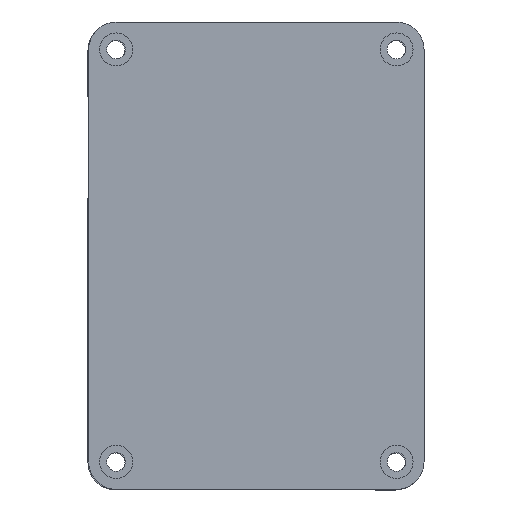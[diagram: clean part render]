
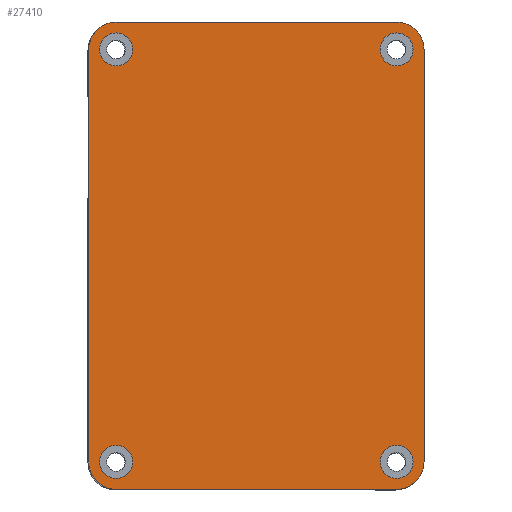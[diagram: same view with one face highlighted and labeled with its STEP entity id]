
A CAD part, front view. The second image highlights one B-rep face of the part: STEP entity #27410.
In plain terms, the highlighted planar face has unit normal (0, -1, 0).
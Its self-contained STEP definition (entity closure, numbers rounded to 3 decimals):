
#798=CIRCLE('',#29083,5.);
#806=CIRCLE('',#29094,5.);
#807=CIRCLE('',#29097,5.);
#808=CIRCLE('',#29100,5.);
#810=CIRCLE('',#29110,3.);
#812=CIRCLE('',#29113,3.);
#814=CIRCLE('',#29116,3.);
#816=CIRCLE('',#29119,3.);
#1314=FACE_BOUND('',#4303,.T.);
#1315=FACE_BOUND('',#4304,.T.);
#1316=FACE_BOUND('',#4305,.T.);
#1317=FACE_BOUND('',#4306,.T.);
#1579=PLANE('',#29122);
#2705=FACE_OUTER_BOUND('',#4302,.T.);
#4302=EDGE_LOOP('',(#20311,#20312,#20313,#20314,#20315,#20316,#20317,#20318));
#4303=EDGE_LOOP('',(#20319));
#4304=EDGE_LOOP('',(#20320));
#4305=EDGE_LOOP('',(#20321));
#4306=EDGE_LOOP('',(#20322));
#6159=LINE('',#40978,#9019);
#6172=LINE('',#41019,#9032);
#6175=LINE('',#41027,#9035);
#6177=LINE('',#41033,#9037);
#9019=VECTOR('',#31509,10.);
#9032=VECTOR('',#31544,10.);
#9035=VECTOR('',#31553,10.);
#9037=VECTOR('',#31561,10.);
#12565=VERTEX_POINT('',#40960);
#12566=VERTEX_POINT('',#40962);
#12572=VERTEX_POINT('',#40976);
#12588=VERTEX_POINT('',#41013);
#12589=VERTEX_POINT('',#41017);
#12590=VERTEX_POINT('',#41021);
#12591=VERTEX_POINT('',#41025);
#12592=VERTEX_POINT('',#41029);
#12600=VERTEX_POINT('',#41061);
#12602=VERTEX_POINT('',#41067);
#12604=VERTEX_POINT('',#41073);
#12606=VERTEX_POINT('',#41079);
#15457=EDGE_CURVE('',#12565,#12566,#798,.T.);
#15465=EDGE_CURVE('',#12565,#12572,#6159,.T.);
#15484=EDGE_CURVE('',#12588,#12572,#806,.T.);
#15486=EDGE_CURVE('',#12588,#12589,#6172,.T.);
#15488=EDGE_CURVE('',#12590,#12589,#807,.T.);
#15490=EDGE_CURVE('',#12590,#12591,#6175,.T.);
#15492=EDGE_CURVE('',#12592,#12591,#808,.T.);
#15493=EDGE_CURVE('',#12592,#12566,#6177,.T.);
#15508=EDGE_CURVE('',#12600,#12600,#810,.T.);
#15511=EDGE_CURVE('',#12602,#12602,#812,.T.);
#15514=EDGE_CURVE('',#12604,#12604,#814,.T.);
#15517=EDGE_CURVE('',#12606,#12606,#816,.T.);
#20311=ORIENTED_EDGE('',*,*,#15457,.F.);
#20312=ORIENTED_EDGE('',*,*,#15465,.T.);
#20313=ORIENTED_EDGE('',*,*,#15484,.F.);
#20314=ORIENTED_EDGE('',*,*,#15486,.T.);
#20315=ORIENTED_EDGE('',*,*,#15488,.F.);
#20316=ORIENTED_EDGE('',*,*,#15490,.T.);
#20317=ORIENTED_EDGE('',*,*,#15492,.F.);
#20318=ORIENTED_EDGE('',*,*,#15493,.T.);
#20319=ORIENTED_EDGE('',*,*,#15517,.F.);
#20320=ORIENTED_EDGE('',*,*,#15514,.F.);
#20321=ORIENTED_EDGE('',*,*,#15511,.F.);
#20322=ORIENTED_EDGE('',*,*,#15508,.F.);
#27410=ADVANCED_FACE('',(#2705,#1314,#1315,#1316,#1317),#1579,.F.);
#29083=AXIS2_PLACEMENT_3D('',#40963,#31498,#31499);
#29094=AXIS2_PLACEMENT_3D('',#41015,#31539,#31540);
#29097=AXIS2_PLACEMENT_3D('',#41023,#31548,#31549);
#29100=AXIS2_PLACEMENT_3D('',#41031,#31557,#31558);
#29110=AXIS2_PLACEMENT_3D('',#41063,#31591,#31592);
#29113=AXIS2_PLACEMENT_3D('',#41069,#31598,#31599);
#29116=AXIS2_PLACEMENT_3D('',#41075,#31605,#31606);
#29119=AXIS2_PLACEMENT_3D('',#41081,#31612,#31613);
#29122=AXIS2_PLACEMENT_3D('',#41085,#31619,#31620);
#31498=DIRECTION('center_axis',(0.,1.,0.));
#31499=DIRECTION('ref_axis',(0.707,0.,-0.707));
#31509=DIRECTION('',(0.,0.,1.));
#31539=DIRECTION('center_axis',(0.,1.,0.));
#31540=DIRECTION('ref_axis',(0.707,0.,0.707));
#31544=DIRECTION('',(-1.,0.,0.));
#31548=DIRECTION('center_axis',(0.,1.,0.));
#31549=DIRECTION('ref_axis',(-0.707,0.,0.707));
#31553=DIRECTION('',(0.,0.,-1.));
#31557=DIRECTION('center_axis',(0.,1.,0.));
#31558=DIRECTION('ref_axis',(-0.707,0.,-0.707));
#31561=DIRECTION('',(1.,0.,0.));
#31591=DIRECTION('center_axis',(0.,-1.,0.));
#31592=DIRECTION('ref_axis',(1.,0.,0.));
#31598=DIRECTION('center_axis',(0.,-1.,0.));
#31599=DIRECTION('ref_axis',(1.,0.,0.));
#31605=DIRECTION('center_axis',(0.,-1.,0.));
#31606=DIRECTION('ref_axis',(1.,0.,0.));
#31612=DIRECTION('center_axis',(0.,-1.,0.));
#31613=DIRECTION('ref_axis',(1.,0.,0.));
#31619=DIRECTION('center_axis',(0.,1.,0.));
#31620=DIRECTION('ref_axis',(1.,0.,0.));
#40960=CARTESIAN_POINT('',(98.311,0.,-109.39));
#40962=CARTESIAN_POINT('',(93.311,0.,-114.39));
#40963=CARTESIAN_POINT('Origin',(93.311,0.,-109.39));
#40976=CARTESIAN_POINT('',(98.311,0.,-34.39));
#40978=CARTESIAN_POINT('',(98.311,0.,-114.39));
#41013=CARTESIAN_POINT('',(93.311,0.,-29.39));
#41015=CARTESIAN_POINT('Origin',(93.311,0.,-34.39));
#41017=CARTESIAN_POINT('',(42.311,0.,-29.39));
#41019=CARTESIAN_POINT('',(98.311,0.,-29.39));
#41021=CARTESIAN_POINT('',(37.311,0.,-34.39));
#41023=CARTESIAN_POINT('Origin',(42.311,0.,-34.39));
#41025=CARTESIAN_POINT('',(37.311,0.,-109.39));
#41027=CARTESIAN_POINT('',(37.311,0.,-29.39));
#41029=CARTESIAN_POINT('',(42.311,0.,-114.39));
#41031=CARTESIAN_POINT('Origin',(42.311,0.,-109.39));
#41033=CARTESIAN_POINT('',(37.311,0.,-114.39));
#41061=CARTESIAN_POINT('',(90.311,0.,-109.39));
#41063=CARTESIAN_POINT('Origin',(93.311,0.,-109.39));
#41067=CARTESIAN_POINT('',(90.311,0.,-34.39));
#41069=CARTESIAN_POINT('Origin',(93.311,0.,-34.39));
#41073=CARTESIAN_POINT('',(39.311,0.,-34.39));
#41075=CARTESIAN_POINT('Origin',(42.311,0.,-34.39));
#41079=CARTESIAN_POINT('',(39.311,0.,-109.39));
#41081=CARTESIAN_POINT('Origin',(42.311,0.,-109.39));
#41085=CARTESIAN_POINT('Origin',(67.811,0.,-71.89));
